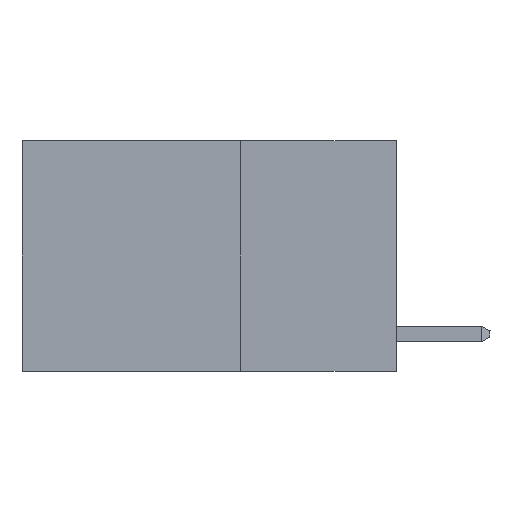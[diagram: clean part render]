
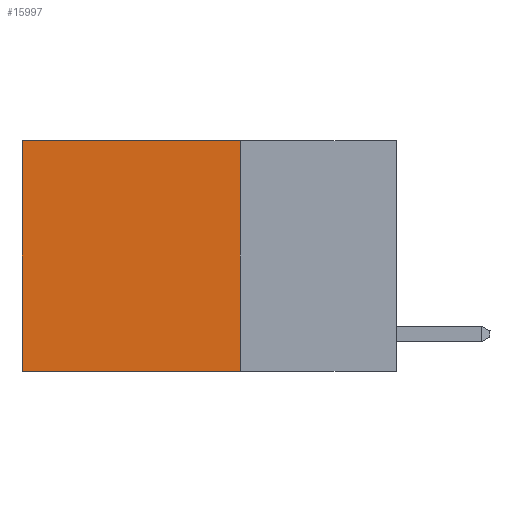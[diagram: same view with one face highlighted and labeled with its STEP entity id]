
A CAD part, left-side view. The second image highlights one B-rep face of the part: STEP entity #15997.
In plain terms, the highlighted planar face has unit normal (-1, 0, 0).
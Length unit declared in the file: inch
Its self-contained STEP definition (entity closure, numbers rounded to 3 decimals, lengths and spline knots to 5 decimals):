
#74 = DIRECTION ( 'NONE',  ( 1., 0., 0. ) ) ;
#210 = DIRECTION ( 'NONE',  ( 0., 0., -1. ) ) ;
#445 = VECTOR ( 'NONE', #22984, 39.37008 ) ;
#1544 = VERTEX_POINT ( 'NONE', #23112 ) ;
#2054 = ORIENTED_EDGE ( 'NONE', *, *, #24974, .T. ) ;
#2151 = CARTESIAN_POINT ( 'NONE',  ( 0.2625, 0.6, 0. ) ) ;
#2196 = AXIS2_PLACEMENT_3D ( 'NONE', #8379, #74, #210 ) ;
#2403 = VERTEX_POINT ( 'NONE', #16997 ) ;
#2484 = DIRECTION ( 'NONE',  ( 0., 1., 0. ) ) ;
#2522 = EDGE_CURVE ( 'NONE', #1544, #2403, #25888, .T. ) ;
#2524 = VERTEX_POINT ( 'NONE', #6375 ) ;
#3565 = EDGE_CURVE ( 'NONE', #13146, #2403, #8380, .T. ) ;
#5545 = CARTESIAN_POINT ( 'NONE',  ( 0.2625, 0.25, 0. ) ) ;
#6310 = DIRECTION ( 'NONE',  ( 0., 0., -1. ) ) ;
#6375 = CARTESIAN_POINT ( 'NONE',  ( 0.2625, 0.25, 0. ) ) ;
#6982 = VECTOR ( 'NONE', #6310, 39.37008 ) ;
#7120 = EDGE_CURVE ( 'NONE', #2524, #1544, #19598, .T. ) ;
#8380 = LINE ( 'NONE', #2151, #6982 ) ;
#8379 = CARTESIAN_POINT ( 'NONE',  ( 0.2625, 0.25, 0. ) ) ;
#8606 = EDGE_LOOP ( 'NONE', ( #12929, #20554, #16455, #2054 ) ) ;
#8987 = CARTESIAN_POINT ( 'NONE',  ( 0.2625, 0.25, 0. ) ) ;
#11037 = VECTOR ( 'NONE', #2484, 39.37008 ) ;
#11506 = DIRECTION ( 'NONE',  ( 0., 0., -1. ) ) ;
#12221 = LINE ( 'NONE', #5545, #445 ) ;
#12315 = CARTESIAN_POINT ( 'NONE',  ( 0.2625, 0.6, 0. ) ) ;
#12929 = ORIENTED_EDGE ( 'NONE', *, *, #3565, .T. ) ;
#13146 = VERTEX_POINT ( 'NONE', #12315 ) ;
#15997 = ADVANCED_FACE ( 'NONE', ( #19116 ), #23473, .F. ) ;
#16320 = VECTOR ( 'NONE', #11506, 39.37008 ) ;
#16455 = ORIENTED_EDGE ( 'NONE', *, *, #7120, .F. ) ;
#16978 = CARTESIAN_POINT ( 'NONE',  ( 0.2625, 0.25, -0.37 ) ) ;
#16997 = CARTESIAN_POINT ( 'NONE',  ( 0.2625, 0.6, -0.37 ) ) ;
#19116 = FACE_OUTER_BOUND ( 'NONE', #8606, .T. ) ;
#19598 = LINE ( 'NONE', #8987, #16320 ) ;
#20554 = ORIENTED_EDGE ( 'NONE', *, *, #2522, .F. ) ;
#22984 = DIRECTION ( 'NONE',  ( 0., 1., 0. ) ) ;
#23112 = CARTESIAN_POINT ( 'NONE',  ( 0.2625, 0.25, -0.37 ) ) ;
#23473 = PLANE ( 'NONE',  #2196 ) ;
#24974 = EDGE_CURVE ( 'NONE', #2524, #13146, #12221, .T. ) ;
#25888 = LINE ( 'NONE', #16978, #11037 ) ;
